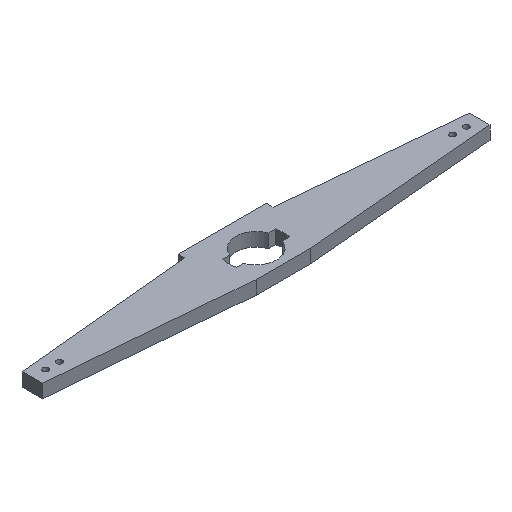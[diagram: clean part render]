
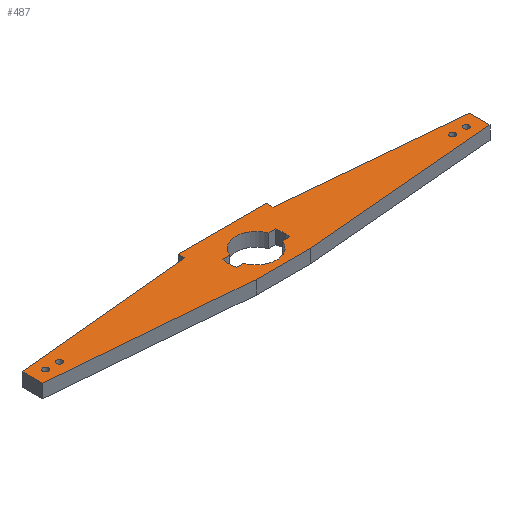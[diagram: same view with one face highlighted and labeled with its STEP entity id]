
A CAD part, isometric view. The second image highlights one B-rep face of the part: STEP entity #487.
In plain terms, the highlighted planar face has unit normal (0, 0, 1).
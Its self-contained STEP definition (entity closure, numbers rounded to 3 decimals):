
#15=FACE_BOUND('',#88,.T.);
#16=FACE_BOUND('',#89,.T.);
#17=FACE_BOUND('',#90,.T.);
#18=FACE_BOUND('',#91,.T.);
#19=FACE_BOUND('',#92,.T.);
#39=PLANE('',#541);
#63=FACE_OUTER_BOUND('',#87,.T.);
#87=EDGE_LOOP('',(#413,#414,#415,#416,#417,#418,#419,#420,#421,#422));
#88=EDGE_LOOP('',(#423));
#89=EDGE_LOOP('',(#424));
#90=EDGE_LOOP('',(#425));
#91=EDGE_LOOP('',(#426,#427,#428,#429,#430,#431,#432,#433));
#92=EDGE_LOOP('',(#434));
#103=LINE('',#695,#153);
#107=LINE('',#707,#157);
#111=LINE('',#719,#161);
#115=LINE('',#729,#165);
#121=LINE('',#755,#171);
#124=LINE('',#761,#174);
#127=LINE('',#767,#177);
#130=LINE('',#773,#180);
#133=LINE('',#779,#183);
#136=LINE('',#785,#186);
#139=LINE('',#791,#189);
#142=LINE('',#797,#192);
#145=LINE('',#803,#195);
#148=LINE('',#807,#198);
#153=VECTOR('',#563,10.);
#157=VECTOR('',#575,10.);
#161=VECTOR('',#587,10.);
#165=VECTOR('',#599,10.);
#171=VECTOR('',#625,10.);
#174=VECTOR('',#630,10.);
#177=VECTOR('',#635,10.);
#180=VECTOR('',#640,10.);
#183=VECTOR('',#645,10.);
#186=VECTOR('',#650,10.);
#189=VECTOR('',#655,10.);
#192=VECTOR('',#660,10.);
#195=VECTOR('',#665,10.);
#198=VECTOR('',#670,10.);
#199=CIRCLE('',#504,2.1);
#202=CIRCLE('',#508,20.1);
#204=CIRCLE('',#512,15.1);
#206=CIRCLE('',#516,20.1);
#208=CIRCLE('',#520,15.1);
#209=CIRCLE('',#523,2.1);
#211=CIRCLE('',#526,2.1);
#213=CIRCLE('',#529,2.1);
#215=VERTEX_POINT('',#677);
#219=VERTEX_POINT('',#686);
#220=VERTEX_POINT('',#688);
#222=VERTEX_POINT('',#694);
#224=VERTEX_POINT('',#700);
#226=VERTEX_POINT('',#706);
#228=VERTEX_POINT('',#712);
#230=VERTEX_POINT('',#718);
#232=VERTEX_POINT('',#724);
#233=VERTEX_POINT('',#731);
#235=VERTEX_POINT('',#737);
#237=VERTEX_POINT('',#743);
#241=VERTEX_POINT('',#752);
#242=VERTEX_POINT('',#754);
#244=VERTEX_POINT('',#760);
#246=VERTEX_POINT('',#766);
#248=VERTEX_POINT('',#772);
#250=VERTEX_POINT('',#778);
#252=VERTEX_POINT('',#784);
#254=VERTEX_POINT('',#790);
#256=VERTEX_POINT('',#796);
#258=VERTEX_POINT('',#802);
#259=EDGE_CURVE('',#215,#215,#199,.T.);
#264=EDGE_CURVE('',#220,#219,#202,.T.);
#267=EDGE_CURVE('',#222,#220,#103,.T.);
#270=EDGE_CURVE('',#224,#222,#204,.T.);
#273=EDGE_CURVE('',#226,#224,#107,.T.);
#276=EDGE_CURVE('',#228,#226,#206,.T.);
#279=EDGE_CURVE('',#230,#228,#111,.T.);
#282=EDGE_CURVE('',#232,#230,#208,.T.);
#285=EDGE_CURVE('',#219,#232,#115,.T.);
#286=EDGE_CURVE('',#233,#233,#209,.T.);
#289=EDGE_CURVE('',#235,#235,#211,.T.);
#292=EDGE_CURVE('',#237,#237,#213,.T.);
#297=EDGE_CURVE('',#242,#241,#121,.T.);
#300=EDGE_CURVE('',#244,#242,#124,.T.);
#303=EDGE_CURVE('',#246,#244,#127,.T.);
#306=EDGE_CURVE('',#248,#246,#130,.T.);
#309=EDGE_CURVE('',#250,#248,#133,.T.);
#312=EDGE_CURVE('',#252,#250,#136,.T.);
#315=EDGE_CURVE('',#254,#252,#139,.T.);
#318=EDGE_CURVE('',#256,#254,#142,.T.);
#321=EDGE_CURVE('',#258,#256,#145,.T.);
#324=EDGE_CURVE('',#241,#258,#148,.T.);
#413=ORIENTED_EDGE('',*,*,#324,.T.);
#414=ORIENTED_EDGE('',*,*,#321,.T.);
#415=ORIENTED_EDGE('',*,*,#318,.T.);
#416=ORIENTED_EDGE('',*,*,#315,.T.);
#417=ORIENTED_EDGE('',*,*,#312,.T.);
#418=ORIENTED_EDGE('',*,*,#309,.T.);
#419=ORIENTED_EDGE('',*,*,#306,.T.);
#420=ORIENTED_EDGE('',*,*,#303,.T.);
#421=ORIENTED_EDGE('',*,*,#300,.T.);
#422=ORIENTED_EDGE('',*,*,#297,.T.);
#423=ORIENTED_EDGE('',*,*,#292,.T.);
#424=ORIENTED_EDGE('',*,*,#289,.T.);
#425=ORIENTED_EDGE('',*,*,#286,.T.);
#426=ORIENTED_EDGE('',*,*,#285,.T.);
#427=ORIENTED_EDGE('',*,*,#282,.T.);
#428=ORIENTED_EDGE('',*,*,#279,.T.);
#429=ORIENTED_EDGE('',*,*,#276,.T.);
#430=ORIENTED_EDGE('',*,*,#273,.T.);
#431=ORIENTED_EDGE('',*,*,#270,.T.);
#432=ORIENTED_EDGE('',*,*,#267,.T.);
#433=ORIENTED_EDGE('',*,*,#264,.T.);
#434=ORIENTED_EDGE('',*,*,#259,.T.);
#487=ADVANCED_FACE('',(#63,#15,#16,#17,#18,#19),#39,.T.);
#504=AXIS2_PLACEMENT_3D('',#678,#547,#548);
#508=AXIS2_PLACEMENT_3D('',#689,#557,#558);
#512=AXIS2_PLACEMENT_3D('',#701,#569,#570);
#516=AXIS2_PLACEMENT_3D('',#713,#581,#582);
#520=AXIS2_PLACEMENT_3D('',#725,#593,#594);
#523=AXIS2_PLACEMENT_3D('',#732,#602,#603);
#526=AXIS2_PLACEMENT_3D('',#738,#609,#610);
#529=AXIS2_PLACEMENT_3D('',#744,#616,#617);
#541=AXIS2_PLACEMENT_3D('',#808,#671,#672);
#547=DIRECTION('center_axis',(0.,0.,-1.));
#548=DIRECTION('ref_axis',(1.,0.,0.));
#557=DIRECTION('center_axis',(0.,0.,-1.));
#558=DIRECTION('ref_axis',(0.967,-0.254,0.));
#563=DIRECTION('',(1.,0.,0.));
#569=DIRECTION('center_axis',(0.,0.,-1.));
#570=DIRECTION('ref_axis',(0.941,0.338,0.));
#575=DIRECTION('',(1.,0.,0.));
#581=DIRECTION('center_axis',(0.,0.,-1.));
#582=DIRECTION('ref_axis',(-0.967,0.254,0.));
#587=DIRECTION('',(-1.,0.,0.));
#593=DIRECTION('center_axis',(0.,0.,-1.));
#594=DIRECTION('ref_axis',(-0.941,-0.338,0.));
#599=DIRECTION('',(-1.,0.,0.));
#602=DIRECTION('center_axis',(0.,0.,-1.));
#603=DIRECTION('ref_axis',(1.,0.,0.));
#609=DIRECTION('center_axis',(0.,0.,-1.));
#610=DIRECTION('ref_axis',(1.,0.,0.));
#616=DIRECTION('center_axis',(0.,0.,-1.));
#617=DIRECTION('ref_axis',(1.,0.,0.));
#625=DIRECTION('',(-0.996,0.094,0.));
#630=DIRECTION('',(0.,1.,0.));
#635=DIRECTION('',(0.996,0.086,0.));
#640=DIRECTION('',(1.,0.,0.));
#645=DIRECTION('',(0.996,-0.086,0.));
#650=DIRECTION('',(0.,-1.,0.));
#655=DIRECTION('',(-0.996,-0.094,0.));
#660=DIRECTION('',(0.,-1.,0.));
#665=DIRECTION('',(-1.,0.,0.));
#670=DIRECTION('',(0.,1.,0.));
#671=DIRECTION('center_axis',(0.,0.,1.));
#672=DIRECTION('ref_axis',(1.,0.,0.));
#677=CARTESIAN_POINT('',(-147.1,0.,10.));
#678=CARTESIAN_POINT('Origin',(-145.,0.,
10.));
#686=CARTESIAN_POINT('',(19.442,-5.1,10.));
#688=CARTESIAN_POINT('',(19.442,5.1,10.));
#689=CARTESIAN_POINT('Origin',(0.,0.,10.));
#694=CARTESIAN_POINT('',(14.213,5.1,10.));
#695=CARTESIAN_POINT('',(19.442,5.1,10.));
#700=CARTESIAN_POINT('',(-14.213,5.1,10.));
#701=CARTESIAN_POINT('Origin',(0.,0.,10.));
#706=CARTESIAN_POINT('',(-19.442,5.1,10.));
#707=CARTESIAN_POINT('',(-14.213,5.1,10.));
#712=CARTESIAN_POINT('',(-19.442,-5.1,10.));
#713=CARTESIAN_POINT('Origin',(0.,0.,10.));
#718=CARTESIAN_POINT('',(-14.213,-5.1,10.));
#719=CARTESIAN_POINT('',(-19.442,-5.1,10.));
#724=CARTESIAN_POINT('',(14.213,-5.1,10.));
#725=CARTESIAN_POINT('Origin',(0.,0.,10.));
#729=CARTESIAN_POINT('',(14.213,-5.1,10.));
#731=CARTESIAN_POINT('',(-157.1,0.,10.));
#732=CARTESIAN_POINT('Origin',(-155.,0.,
10.));
#737=CARTESIAN_POINT('',(152.9,0.,10.));
#738=CARTESIAN_POINT('Origin',(155.,0.,10.));
#743=CARTESIAN_POINT('',(142.9,0.,10.));
#744=CARTESIAN_POINT('Origin',(145.,0.,10.));
#752=CARTESIAN_POINT('',(32.5,20.,10.));
#754=CARTESIAN_POINT('',(165.,7.546,10.));
#755=CARTESIAN_POINT('',(32.5,20.,10.));
#760=CARTESIAN_POINT('',(165.,-7.443,10.));
#761=CARTESIAN_POINT('',(165.,7.546,10.));
#766=CARTESIAN_POINT('',(20.,-20.,10.));
#767=CARTESIAN_POINT('',(20.,-20.,10.));
#772=CARTESIAN_POINT('',(-20.,-20.,10.));
#773=CARTESIAN_POINT('',(-20.,-20.,10.));
#778=CARTESIAN_POINT('',(-165.,-7.443,10.));
#779=CARTESIAN_POINT('',(-20.,-20.,10.));
#784=CARTESIAN_POINT('',(-165.,7.546,10.));
#785=CARTESIAN_POINT('',(-165.,7.546,10.));
#790=CARTESIAN_POINT('',(-32.5,20.,10.));
#791=CARTESIAN_POINT('',(-32.5,20.,10.));
#796=CARTESIAN_POINT('',(-32.5,25.,10.));
#797=CARTESIAN_POINT('',(-32.5,25.,10.));
#802=CARTESIAN_POINT('',(32.5,25.,10.));
#803=CARTESIAN_POINT('',(32.5,25.,10.));
#807=CARTESIAN_POINT('',(32.5,20.,10.));
#808=CARTESIAN_POINT('Origin',(0.,2.5,10.));
